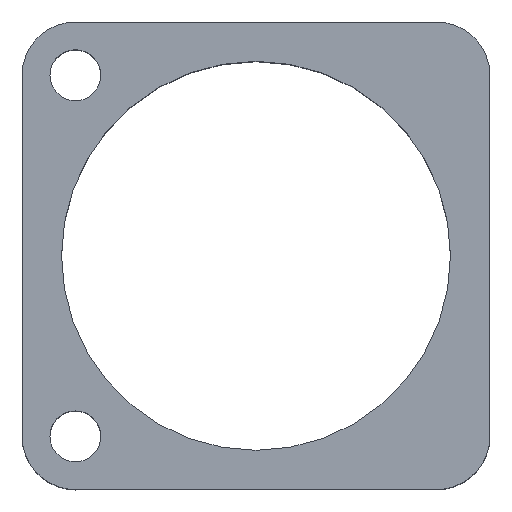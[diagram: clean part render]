
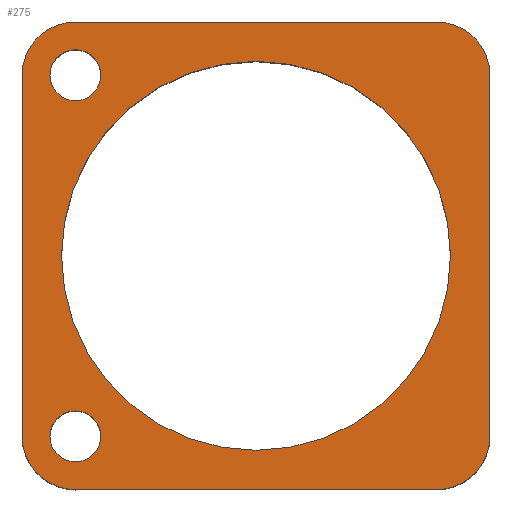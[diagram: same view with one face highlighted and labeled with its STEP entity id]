
A CAD part, top view. The second image highlights one B-rep face of the part: STEP entity #275.
In plain terms, the highlighted planar face has unit normal (0, 0, 1).
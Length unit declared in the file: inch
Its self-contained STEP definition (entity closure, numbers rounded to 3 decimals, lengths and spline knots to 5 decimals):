
#16=FACE_BOUND('',#59,.T.);
#17=FACE_BOUND('',#60,.T.);
#18=FACE_BOUND('',#61,.T.);
#27=PLANE('',#326);
#42=FACE_OUTER_BOUND('',#58,.T.);
#58=EDGE_LOOP('',(#232,#233,#234,#235,#236,#237,#238,#239));
#59=EDGE_LOOP('',(#240));
#60=EDGE_LOOP('',(#241));
#61=EDGE_LOOP('',(#242));
#73=LINE('',#451,#93);
#77=LINE('',#463,#97);
#81=LINE('',#475,#101);
#85=LINE('',#485,#105);
#93=VECTOR('',#371,0.3937);
#97=VECTOR('',#383,0.3937);
#101=VECTOR('',#395,0.3937);
#105=VECTOR('',#407,0.3937);
#109=CIRCLE('',#303,0.04331);
#111=CIRCLE('',#306,0.04331);
#113=CIRCLE('',#309,0.33071);
#115=CIRCLE('',#312,0.09055);
#117=CIRCLE('',#316,0.09055);
#119=CIRCLE('',#320,0.09055);
#121=CIRCLE('',#324,0.09055);
#125=VERTEX_POINT('',#423);
#127=VERTEX_POINT('',#429);
#129=VERTEX_POINT('',#435);
#132=VERTEX_POINT('',#442);
#133=VERTEX_POINT('',#444);
#135=VERTEX_POINT('',#450);
#137=VERTEX_POINT('',#456);
#139=VERTEX_POINT('',#462);
#141=VERTEX_POINT('',#468);
#143=VERTEX_POINT('',#474);
#145=VERTEX_POINT('',#480);
#150=EDGE_CURVE('',#125,#125,#109,.T.);
#153=EDGE_CURVE('',#127,#127,#111,.T.);
#156=EDGE_CURVE('',#129,#129,#113,.T.);
#160=EDGE_CURVE('',#133,#132,#115,.T.);
#163=EDGE_CURVE('',#135,#133,#73,.T.);
#166=EDGE_CURVE('',#137,#135,#117,.T.);
#169=EDGE_CURVE('',#139,#137,#77,.T.);
#172=EDGE_CURVE('',#141,#139,#119,.T.);
#175=EDGE_CURVE('',#143,#141,#81,.T.);
#178=EDGE_CURVE('',#145,#143,#121,.T.);
#181=EDGE_CURVE('',#132,#145,#85,.T.);
#232=ORIENTED_EDGE('',*,*,#181,.T.);
#233=ORIENTED_EDGE('',*,*,#178,.T.);
#234=ORIENTED_EDGE('',*,*,#175,.T.);
#235=ORIENTED_EDGE('',*,*,#172,.T.);
#236=ORIENTED_EDGE('',*,*,#169,.T.);
#237=ORIENTED_EDGE('',*,*,#166,.T.);
#238=ORIENTED_EDGE('',*,*,#163,.T.);
#239=ORIENTED_EDGE('',*,*,#160,.T.);
#240=ORIENTED_EDGE('',*,*,#150,.T.);
#241=ORIENTED_EDGE('',*,*,#153,.T.);
#242=ORIENTED_EDGE('',*,*,#156,.T.);
#275=ADVANCED_FACE('',(#42,#16,#17,#18),#27,.T.);
#303=AXIS2_PLACEMENT_3D('',#424,#343,#344);
#306=AXIS2_PLACEMENT_3D('',#430,#350,#351);
#309=AXIS2_PLACEMENT_3D('',#436,#357,#358);
#312=AXIS2_PLACEMENT_3D('',#445,#365,#366);
#316=AXIS2_PLACEMENT_3D('',#457,#377,#378);
#320=AXIS2_PLACEMENT_3D('',#469,#389,#390);
#324=AXIS2_PLACEMENT_3D('',#481,#401,#402);
#326=AXIS2_PLACEMENT_3D('',#486,#408,#409);
#343=DIRECTION('center_axis',(0.,0.,
-1.));
#344=DIRECTION('ref_axis',(1.,0.,0.));
#350=DIRECTION('center_axis',(0.,0.,
-1.));
#351=DIRECTION('ref_axis',(1.,0.,0.));
#357=DIRECTION('center_axis',(0.,0.,
-1.));
#358=DIRECTION('ref_axis',(-1.,0.,0.));
#365=DIRECTION('center_axis',(0.,0.,
1.));
#366=DIRECTION('ref_axis',(1.,0.,0.));
#371=DIRECTION('',(0.,1.,0.));
#377=DIRECTION('center_axis',(0.,0.,
1.));
#378=DIRECTION('ref_axis',(0.,-1.,0.));
#383=DIRECTION('',(1.,0.,0.));
#389=DIRECTION('center_axis',(0.,0.,
1.));
#390=DIRECTION('ref_axis',(-1.,0.,0.));
#395=DIRECTION('',(0.,-1.,0.));
#401=DIRECTION('center_axis',(0.,0.,
1.));
#402=DIRECTION('ref_axis',(0.,1.,0.));
#407=DIRECTION('',(-1.,0.,0.));
#408=DIRECTION('center_axis',(0.,0.,
1.));
#409=DIRECTION('ref_axis',(1.,0.,0.));
#423=CARTESIAN_POINT('',(-1.44213,-0.30709,0.35433));
#424=CARTESIAN_POINT('Origin',(-1.39882,-0.30709,0.35433));
#429=CARTESIAN_POINT('',(-1.44213,0.30709,0.35433));
#430=CARTESIAN_POINT('Origin',(-1.39882,0.30709,0.35433));
#435=CARTESIAN_POINT('',(-0.76102,0.,0.35433));
#436=CARTESIAN_POINT('Origin',(-1.09173,0.,
0.35433));
#442=CARTESIAN_POINT('',(-0.78465,0.39764,0.35433));
#444=CARTESIAN_POINT('',(-0.69409,0.30709,0.35433));
#445=CARTESIAN_POINT('Origin',(-0.78465,0.30709,0.35433));
#450=CARTESIAN_POINT('',(-0.69409,-0.30709,0.35433));
#451=CARTESIAN_POINT('',(-0.69409,-0.30709,0.35433));
#456=CARTESIAN_POINT('',(-0.78465,-0.39764,0.35433));
#457=CARTESIAN_POINT('Origin',(-0.78465,-0.30709,0.35433));
#462=CARTESIAN_POINT('',(-1.39882,-0.39764,0.35433));
#463=CARTESIAN_POINT('',(-1.39882,-0.39764,0.35433));
#468=CARTESIAN_POINT('',(-1.48937,-0.30709,0.35433));
#469=CARTESIAN_POINT('Origin',(-1.39882,-0.30709,0.35433));
#474=CARTESIAN_POINT('',(-1.48937,0.30709,0.35433));
#475=CARTESIAN_POINT('',(-1.48937,0.30709,0.35433));
#480=CARTESIAN_POINT('',(-1.39882,0.39764,0.35433));
#481=CARTESIAN_POINT('Origin',(-1.39882,0.30709,0.35433));
#485=CARTESIAN_POINT('',(-0.78465,0.39764,0.35433));
#486=CARTESIAN_POINT('Origin',(-1.09173,0.,
0.35433));
